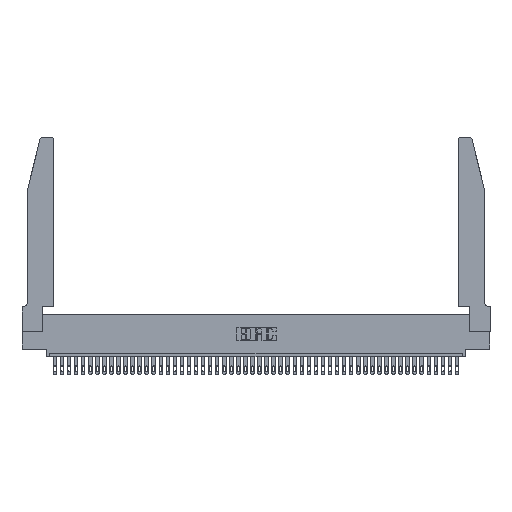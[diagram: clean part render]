
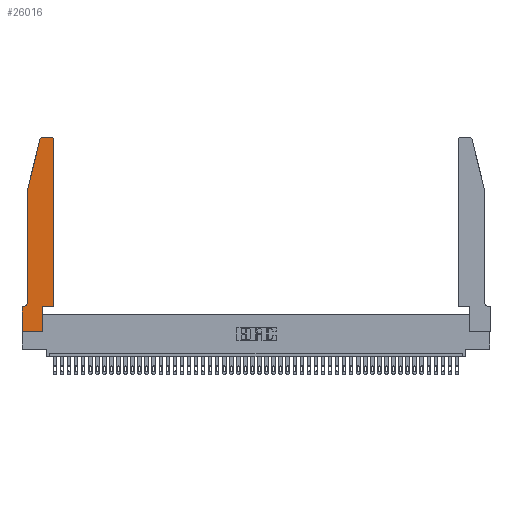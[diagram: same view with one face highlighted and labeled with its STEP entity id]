
A CAD part, top view. The second image highlights one B-rep face of the part: STEP entity #26016.
In plain terms, the highlighted planar face has unit normal (0, 0, 1).
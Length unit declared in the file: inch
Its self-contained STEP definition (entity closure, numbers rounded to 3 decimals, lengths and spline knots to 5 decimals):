
#1098 = VERTEX_POINT ( 'NONE', #39638 ) ;
#1293 = CARTESIAN_POINT ( 'NONE',  ( 0.4205, 2.72, 0.37 ) ) ;
#1884 = VERTEX_POINT ( 'NONE', #16110 ) ;
#2230 = PLANE ( 'NONE',  #17893 ) ;
#2234 = EDGE_LOOP ( 'NONE', ( #36212, #17967, #37617, #44857, #24559, #37076, #37956, #10976, #4990, #45286, #40208, #38524 ) ) ;
#2967 = CARTESIAN_POINT ( 'NONE',  ( 0.284, 2.75, 0.37 ) ) ;
#3211 = DIRECTION ( 'NONE',  ( 1., 0., 0. ) ) ;
#3300 = LINE ( 'NONE', #28436, #9421 ) ;
#3734 = AXIS2_PLACEMENT_3D ( 'NONE', #17479, #38969, #27769 ) ;
#4444 = DIRECTION ( 'NONE',  ( 1., 0., 0. ) ) ;
#4462 = LINE ( 'NONE', #27340, #30710 ) ;
#4582 = EDGE_CURVE ( 'NONE', #1098, #18631, #24783, .T. ) ;
#4631 = CARTESIAN_POINT ( 'NONE',  ( 0.2865, 0.35, 0.37 ) ) ;
#4990 = ORIENTED_EDGE ( 'NONE', *, *, #23704, .T. ) ;
#5024 = EDGE_CURVE ( 'NONE', #1884, #18495, #28668, .T. ) ;
#5952 = DIRECTION ( 'NONE',  ( 0., 1., 0. ) ) ;
#6687 = CARTESIAN_POINT ( 'NONE',  ( 0.0755, 2., 0.37 ) ) ;
#8141 = EDGE_CURVE ( 'NONE', #8684, #9621, #4462, .T. ) ;
#8684 = VERTEX_POINT ( 'NONE', #43297 ) ;
#9219 = EDGE_CURVE ( 'NONE', #15507, #30038, #15494, .T. ) ;
#9421 = VECTOR ( 'NONE', #32623, 39.37008 ) ;
#9621 = VERTEX_POINT ( 'NONE', #31820 ) ;
#9711 = CARTESIAN_POINT ( 'NONE',  ( 0.4205, 2.75, 0.37 ) ) ;
#9970 = VERTEX_POINT ( 'NONE', #35536 ) ;
#9999 = VECTOR ( 'NONE', #3211, 39.37008 ) ;
#10048 = DIRECTION ( 'NONE',  ( 1., 0., 0. ) ) ;
#10086 = FACE_OUTER_BOUND ( 'NONE', #2234, .T. ) ;
#10115 = CARTESIAN_POINT ( 'NONE',  ( 0.0755, 2., 0.37 ) ) ;
#10349 = EDGE_CURVE ( 'NONE', #38148, #43821, #26054, .T. ) ;
#10976 = ORIENTED_EDGE ( 'NONE', *, *, #11261, .T. ) ;
#11261 = EDGE_CURVE ( 'NONE', #9621, #35987, #44912, .T. ) ;
#11804 = EDGE_CURVE ( 'NONE', #18631, #38148, #43764, .T. ) ;
#13300 = CARTESIAN_POINT ( 'NONE',  ( 0.4505, 0.35, 0.37 ) ) ;
#15494 = LINE ( 'NONE', #38627, #9999 ) ;
#15507 = VERTEX_POINT ( 'NONE', #4631 ) ;
#16110 = CARTESIAN_POINT ( 'NONE',  ( 0.0755, 0.42, 0.37 ) ) ;
#16310 = DIRECTION ( 'NONE',  ( -1., 0., 0. ) ) ;
#17479 = CARTESIAN_POINT ( 'NONE',  ( 0.284, 2.72, 0.37 ) ) ;
#17893 = AXIS2_PLACEMENT_3D ( 'NONE', #41863, #27211, #10048 ) ;
#17967 = ORIENTED_EDGE ( 'NONE', *, *, #10349, .T. ) ;
#18495 = VERTEX_POINT ( 'NONE', #44898 ) ;
#18516 = CARTESIAN_POINT ( 'NONE',  ( 0.2605, 2.75, 0.37 ) ) ;
#18631 = VERTEX_POINT ( 'NONE', #9711 ) ;
#19224 = EDGE_CURVE ( 'NONE', #9970, #1884, #25390, .T. ) ;
#21131 = CARTESIAN_POINT ( 'NONE',  ( 0.2865, 0., 0.37 ) ) ;
#21376 = DIRECTION ( 'NONE',  ( -0.239, -0.971, 0. ) ) ;
#22033 = VECTOR ( 'NONE', #33070, 39.37008 ) ;
#22810 = EDGE_CURVE ( 'NONE', #18495, #8684, #3300, .T. ) ;
#23662 = CARTESIAN_POINT ( 'NONE',  ( 0.0055, 0.42, 0.37 ) ) ;
#23704 = EDGE_CURVE ( 'NONE', #35987, #15507, #39835, .T. ) ;
#24559 = ORIENTED_EDGE ( 'NONE', *, *, #5024, .T. ) ;
#24783 = CIRCLE ( 'NONE', #34381, 0.03 ) ;
#24808 = VECTOR ( 'NONE', #40895, 39.37008 ) ;
#25390 = LINE ( 'NONE', #10115, #22033 ) ;
#25857 = VECTOR ( 'NONE', #16310, 39.37008 ) ;
#26016 = ADVANCED_FACE ( 'NONE', ( #10086 ), #2230, .T. ) ;
#26042 = CARTESIAN_POINT ( 'NONE',  ( 0.4505, 0.35, 0.37 ) ) ;
#26054 = CIRCLE ( 'NONE', #3734, 0.03 ) ;
#27211 = DIRECTION ( 'NONE',  ( 0., 0., 1. ) ) ;
#27340 = CARTESIAN_POINT ( 'NONE',  ( 0., 0., 0.37 ) ) ;
#27769 = DIRECTION ( 'NONE',  ( 1., 0., 0. ) ) ;
#28436 = CARTESIAN_POINT ( 'NONE',  ( 0.0755, 0.35, 0.37 ) ) ;
#28471 = LINE ( 'NONE', #13300, #36276 ) ;
#28668 = CIRCLE ( 'NONE', #38242, 0.07 ) ;
#28762 = VECTOR ( 'NONE', #39935, 39.37008 ) ;
#28826 = DIRECTION ( 'NONE',  ( 0., 0., -1. ) ) ;
#29559 = DIRECTION ( 'NONE',  ( 0., 0., 1. ) ) ;
#30038 = VERTEX_POINT ( 'NONE', #26042 ) ;
#30710 = VECTOR ( 'NONE', #35608, 39.37008 ) ;
#31820 = CARTESIAN_POINT ( 'NONE',  ( 0., 0., 0.37 ) ) ;
#32623 = DIRECTION ( 'NONE',  ( -1., 0., 0. ) ) ;
#33070 = DIRECTION ( 'NONE',  ( 0., -1., 0. ) ) ;
#33743 = VECTOR ( 'NONE', #21376, 39.37008 ) ;
#34381 = AXIS2_PLACEMENT_3D ( 'NONE', #1293, #29559, #4444 ) ;
#35536 = CARTESIAN_POINT ( 'NONE',  ( 0.0755, 2., 0.37 ) ) ;
#35608 = DIRECTION ( 'NONE',  ( 0., -1., 0. ) ) ;
#35987 = VERTEX_POINT ( 'NONE', #21131 ) ;
#36212 = ORIENTED_EDGE ( 'NONE', *, *, #11804, .T. ) ;
#36276 = VECTOR ( 'NONE', #5952, 39.37008 ) ;
#37076 = ORIENTED_EDGE ( 'NONE', *, *, #22810, .T. ) ;
#37617 = ORIENTED_EDGE ( 'NONE', *, *, #40712, .T. ) ;
#37956 = ORIENTED_EDGE ( 'NONE', *, *, #8141, .T. ) ;
#38148 = VERTEX_POINT ( 'NONE', #2967 ) ;
#38242 = AXIS2_PLACEMENT_3D ( 'NONE', #23662, #28826, #40378 ) ;
#38524 = ORIENTED_EDGE ( 'NONE', *, *, #4582, .T. ) ;
#38627 = CARTESIAN_POINT ( 'NONE',  ( 0.4505, 0.35, 0.37 ) ) ;
#38969 = DIRECTION ( 'NONE',  ( 0., 0., 1. ) ) ;
#39638 = CARTESIAN_POINT ( 'NONE',  ( 0.4505, 2.72, 0.37 ) ) ;
#39835 = LINE ( 'NONE', #43402, #28762 ) ;
#39935 = DIRECTION ( 'NONE',  ( 0., 1., 0. ) ) ;
#40208 = ORIENTED_EDGE ( 'NONE', *, *, #43259, .T. ) ;
#40378 = DIRECTION ( 'NONE',  ( -1., 0., 0. ) ) ;
#40533 = CARTESIAN_POINT ( 'NONE',  ( 0.25487, 2.72718, 0.37 ) ) ;
#40566 = CARTESIAN_POINT ( 'NONE',  ( 0., 0., 0.37 ) ) ;
#40712 = EDGE_CURVE ( 'NONE', #43821, #9970, #42133, .T. ) ;
#40895 = DIRECTION ( 'NONE',  ( 1., 0., 0. ) ) ;
#41863 = CARTESIAN_POINT ( 'NONE',  ( 0., 0.35, 0.37 ) ) ;
#42133 = LINE ( 'NONE', #6687, #33743 ) ;
#43259 = EDGE_CURVE ( 'NONE', #30038, #1098, #28471, .T. ) ;
#43297 = CARTESIAN_POINT ( 'NONE',  ( 0., 0.35, 0.37 ) ) ;
#43402 = CARTESIAN_POINT ( 'NONE',  ( 0.2865, 0.35, 0.37 ) ) ;
#43764 = LINE ( 'NONE', #18516, #25857 ) ;
#43821 = VERTEX_POINT ( 'NONE', #40533 ) ;
#44857 = ORIENTED_EDGE ( 'NONE', *, *, #19224, .T. ) ;
#44898 = CARTESIAN_POINT ( 'NONE',  ( 0.0055, 0.35, 0.37 ) ) ;
#44912 = LINE ( 'NONE', #40566, #24808 ) ;
#45286 = ORIENTED_EDGE ( 'NONE', *, *, #9219, .T. ) ;
